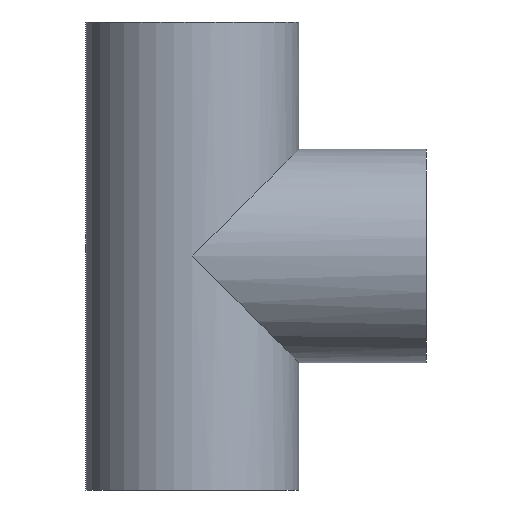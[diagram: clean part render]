
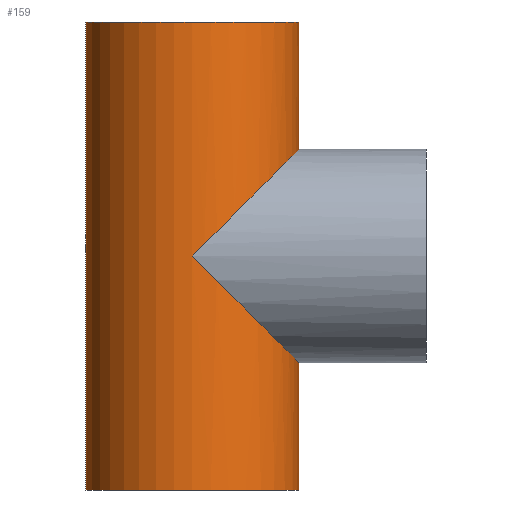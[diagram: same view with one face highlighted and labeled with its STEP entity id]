
A CAD part, front view. The second image highlights one B-rep face of the part: STEP entity #159.
In plain terms, the highlighted cylindrical face has radius 200 mm (diameter 400 mm), a partial arc.
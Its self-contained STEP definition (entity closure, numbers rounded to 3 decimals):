
#2 = EDGE_CURVE ( 'NONE', #62, #140, #443, .T. ) ;
#9 = CARTESIAN_POINT ( 'NONE',  ( -200., 0., 438.5 ) ) ;
#13 = CARTESIAN_POINT ( 'NONE',  ( 200., -117.157, -200. ) ) ;
#16 = DIRECTION ( 'NONE',  ( 0., 0., -1. ) ) ;
#24 =( BOUNDED_CURVE ( )  B_SPLINE_CURVE ( 3, ( #50, #189, #13, #441 ),
 .UNSPECIFIED., .F., .F. ) 
 B_SPLINE_CURVE_WITH_KNOTS ( ( 4, 4 ),
 ( 4.712, 6.283 ),
 .UNSPECIFIED. ) 
 CURVE ( )  GEOMETRIC_REPRESENTATION_ITEM ( )  RATIONAL_B_SPLINE_CURVE ( ( 1., 0.805, 0.805, 1. ) ) 
 REPRESENTATION_ITEM ( '' )  );
#27 = EDGE_CURVE ( 'NONE', #444, #429, #362, .T. ) ;
#28 = LINE ( 'NONE', #415, #126 ) ;
#29 = EDGE_CURVE ( 'NONE', #432, #162, #28, .T. ) ;
#46 = CARTESIAN_POINT ( 'NONE',  ( 200., 0., 438.5 ) ) ;
#48 = ORIENTED_EDGE ( 'NONE', *, *, #168, .F. ) ;
#50 = CARTESIAN_POINT ( 'NONE',  ( 0., -200., 0. ) ) ;
#56 = DIRECTION ( 'NONE',  ( 1., 0., 0. ) ) ;
#57 = LINE ( 'NONE', #403, #397 ) ;
#62 = VERTEX_POINT ( 'NONE', #245 ) ;
#66 = AXIS2_PLACEMENT_3D ( 'NONE', #430, #438, #56 ) ;
#80 = AXIS2_PLACEMENT_3D ( 'NONE', #197, #227, #169 ) ;
#88 = CARTESIAN_POINT ( 'NONE',  ( 0., -200., 0. ) ) ;
#94 = CARTESIAN_POINT ( 'NONE',  ( -200., 0., -438.5 ) ) ;
#108 = ORIENTED_EDGE ( 'NONE', *, *, #27, .F. ) ;
#126 = VECTOR ( 'NONE', #174, 1000. ) ;
#130 = ORIENTED_EDGE ( 'NONE', *, *, #310, .T. ) ;
#140 = VERTEX_POINT ( 'NONE', #88 ) ;
#159 = ADVANCED_FACE ( 'NONE', ( #442 ), #170, .T. ) ;
#162 = VERTEX_POINT ( 'NONE', #428 ) ;
#168 = EDGE_CURVE ( 'NONE', #140, #432, #24, .T. ) ;
#169 = DIRECTION ( 'NONE',  ( -1., 0., 0. ) ) ;
#170 = CYLINDRICAL_SURFACE ( 'NONE', #80, 200. ) ;
#174 = DIRECTION ( 'NONE',  ( 0., 0., -1. ) ) ;
#180 = ORIENTED_EDGE ( 'NONE', *, *, #238, .T. ) ;
#189 = CARTESIAN_POINT ( 'NONE',  ( 117.157, -200., -117.157 ) ) ;
#190 = ORIENTED_EDGE ( 'NONE', *, *, #29, .F. ) ;
#192 = AXIS2_PLACEMENT_3D ( 'NONE', #452, #207, #316 ) ;
#197 = CARTESIAN_POINT ( 'NONE',  ( 0., 0., 438.5 ) ) ;
#207 = DIRECTION ( 'NONE',  ( 0., 0., 1. ) ) ;
#210 = EDGE_LOOP ( 'NONE', ( #406, #108, #180, #130, #190, #48, #414 ) ) ;
#227 = DIRECTION ( 'NONE',  ( 0., 0., -1. ) ) ;
#238 = EDGE_CURVE ( 'NONE', #444, #317, #372, .T. ) ;
#243 = CARTESIAN_POINT ( 'NONE',  ( 0., -200., 0. ) ) ;
#245 = CARTESIAN_POINT ( 'NONE',  ( 200., 0., 200. ) ) ;
#258 = EDGE_CURVE ( 'NONE', #429, #62, #57, .T. ) ;
#259 = VECTOR ( 'NONE', #330, 1000. ) ;
#263 = CARTESIAN_POINT ( 'NONE',  ( -200., 0., 438.5 ) ) ;
#286 = CARTESIAN_POINT ( 'NONE',  ( 117.157, -200., 117.157 ) ) ;
#297 = CARTESIAN_POINT ( 'NONE',  ( 200., 0., -200. ) ) ;
#310 = EDGE_CURVE ( 'NONE', #317, #162, #370, .T. ) ;
#314 = CARTESIAN_POINT ( 'NONE',  ( 200., -117.157, 200. ) ) ;
#316 = DIRECTION ( 'NONE',  ( 1., 0., 0. ) ) ;
#317 = VERTEX_POINT ( 'NONE', #94 ) ;
#330 = DIRECTION ( 'NONE',  ( 0., 0., -1. ) ) ;
#362 = CIRCLE ( 'NONE', #192, 200. ) ;
#370 = CIRCLE ( 'NONE', #66, 200. ) ;
#372 = LINE ( 'NONE', #263, #259 ) ;
#397 = VECTOR ( 'NONE', #16, 1000. ) ;
#403 = CARTESIAN_POINT ( 'NONE',  ( 200., 0., 438.5 ) ) ;
#406 = ORIENTED_EDGE ( 'NONE', *, *, #258, .F. ) ;
#410 = CARTESIAN_POINT ( 'NONE',  ( 200., 0., 200. ) ) ;
#414 = ORIENTED_EDGE ( 'NONE', *, *, #2, .F. ) ;
#415 = CARTESIAN_POINT ( 'NONE',  ( 200., 0., 438.5 ) ) ;
#428 = CARTESIAN_POINT ( 'NONE',  ( 200., 0., -438.5 ) ) ;
#429 = VERTEX_POINT ( 'NONE', #46 ) ;
#430 = CARTESIAN_POINT ( 'NONE',  ( 0., 0., -438.5 ) ) ;
#432 = VERTEX_POINT ( 'NONE', #297 ) ;
#438 = DIRECTION ( 'NONE',  ( 0., 0., 1. ) ) ;
#441 = CARTESIAN_POINT ( 'NONE',  ( 200., 0., -200. ) ) ;
#442 = FACE_OUTER_BOUND ( 'NONE', #210, .T. ) ;
#443 =( BOUNDED_CURVE ( )  B_SPLINE_CURVE ( 3, ( #410, #314, #286, #243 ),
 .UNSPECIFIED., .F., .F. ) 
 B_SPLINE_CURVE_WITH_KNOTS ( ( 4, 4 ),
 ( 3.142, 4.712 ),
 .UNSPECIFIED. ) 
 CURVE ( )  GEOMETRIC_REPRESENTATION_ITEM ( )  RATIONAL_B_SPLINE_CURVE ( ( 1., 0.805, 0.805, 1. ) ) 
 REPRESENTATION_ITEM ( '' )  );
#444 = VERTEX_POINT ( 'NONE', #9 ) ;
#452 = CARTESIAN_POINT ( 'NONE',  ( 0., 0., 438.5 ) ) ;
